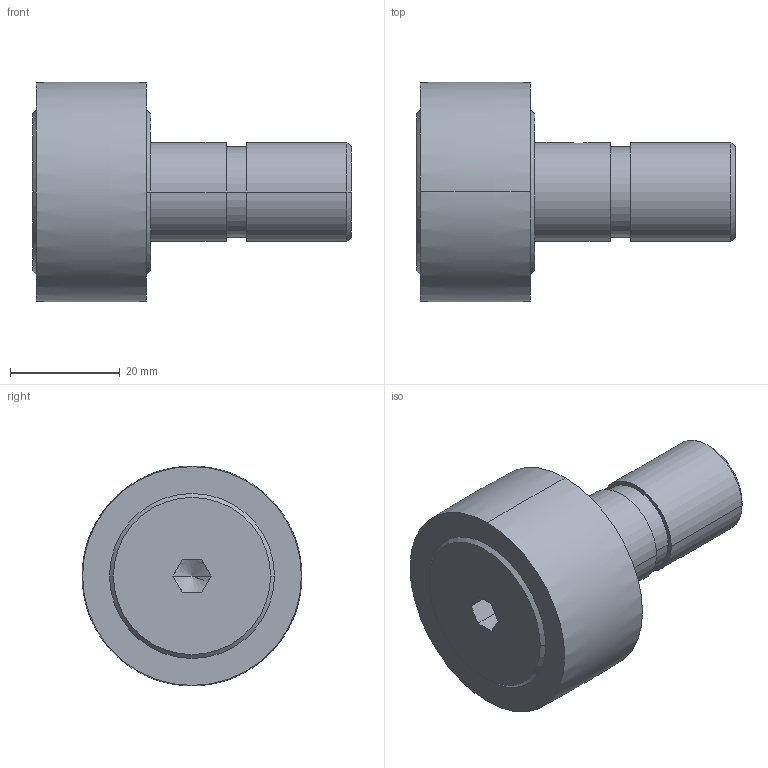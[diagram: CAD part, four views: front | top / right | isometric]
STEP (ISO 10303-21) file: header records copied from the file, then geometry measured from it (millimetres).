
FILE_DESCRIPTION(('STEP AP203'),'1');
FILE_NAME('kr40pp.stp','2015-11-01T16:06:21',('TraceParts'),('TraceParts S.A.'),'Spatial InterOp 3D',' ',' ');
FILE_SCHEMA(('CONFIG_CONTROL_DESIGN'));
Length unit declared in the file: millimetre
Products named in the file (1): 1
Bounding box: 58 x 39.98 x 39.98 mm (x, y, z)
Volume: 33947.9 mm3; surface area: 8096.7 mm2
Topology: 1 solids, 1 shells, 39 faces, 92 edges, 56 vertices
Faces by surface type: plane 13, cone 12, cylinder 12, torus 2
Entity records: 1228 total; most frequent: CARTESIAN_POINT 298, DIRECTION 194, ORIENTED_EDGE 176, EDGE_CURVE 88, AXIS2_PLACEMENT_3D 78, VERTEX_POINT 56, EDGE_LOOP 46, ADVANCED_FACE 39
